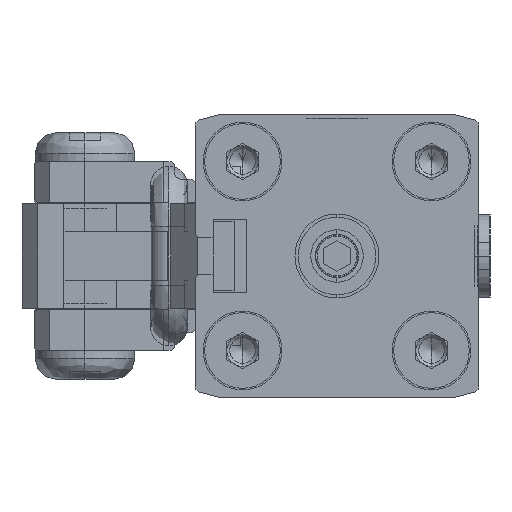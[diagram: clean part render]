
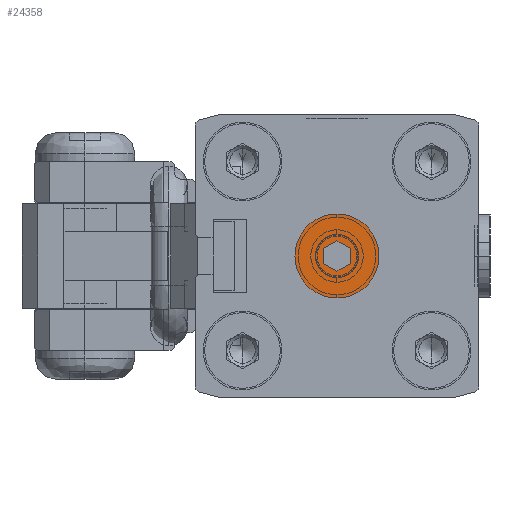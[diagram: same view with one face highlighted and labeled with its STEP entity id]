
A CAD part, left-side view. The second image highlights one B-rep face of the part: STEP entity #24358.
In plain terms, the highlighted planar face has unit normal (-1, 0, 0).
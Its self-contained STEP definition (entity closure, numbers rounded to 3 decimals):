
#338 = DIRECTION ( 'NONE',  ( 1., 0., 0. ) ) ;
#476 = CARTESIAN_POINT ( 'NONE',  ( -866.073, -1.2, -1.443 ) ) ;
#643 = CARTESIAN_POINT ( 'NONE',  ( -866.073, -2.45, 0.722 ) ) ;
#1006 = VERTEX_POINT ( 'NONE', #7072 ) ;
#1404 = VERTEX_POINT ( 'NONE', #10787 ) ;
#2388 = VERTEX_POINT ( 'NONE', #11167 ) ;
#2469 = ORIENTED_EDGE ( 'NONE', *, *, #10537, .T. ) ;
#3221 = CIRCLE ( 'NONE', #8151, 4. ) ;
#3548 = VECTOR ( 'NONE', #5128, 1000. ) ;
#4311 = EDGE_LOOP ( 'NONE', ( #15109, #2469, #22032, #15015, #8609, #21399 ) ) ;
#5025 = EDGE_CURVE ( 'NONE', #15953, #10708, #7322, .T. ) ;
#5128 = DIRECTION ( 'NONE',  ( 0., 0., -1. ) ) ;
#5178 = EDGE_CURVE ( 'NONE', #1006, #1404, #8080, .T. ) ;
#5231 = CARTESIAN_POINT ( 'NONE',  ( -866.073, -1.2, 0. ) ) ;
#5657 = EDGE_CURVE ( 'NONE', #10708, #2388, #20118, .T. ) ;
#5896 = DIRECTION ( 'NONE',  ( 0., -0.866, -0.5 ) ) ;
#6319 = VECTOR ( 'NONE', #8298, 1000. ) ;
#6581 = CARTESIAN_POINT ( 'NONE',  ( -866.073, 0.05, -0.722 ) ) ;
#6718 = FACE_BOUND ( 'NONE', #4311, .T. ) ;
#7072 = CARTESIAN_POINT ( 'NONE',  ( -866.073, 0.05, 0.722 ) ) ;
#7322 = LINE ( 'NONE', #17334, #10069 ) ;
#7721 = EDGE_LOOP ( 'NONE', ( #19181, #23408 ) ) ;
#7884 = VERTEX_POINT ( 'NONE', #14910 ) ;
#8080 = LINE ( 'NONE', #21709, #13351 ) ;
#8151 = AXIS2_PLACEMENT_3D ( 'NONE', #5231, #24752, #13448 ) ;
#8298 = DIRECTION ( 'NONE',  ( 0., 0.866, 0.5 ) ) ;
#8534 = VECTOR ( 'NONE', #8892, 1000. ) ;
#8609 = ORIENTED_EDGE ( 'NONE', *, *, #5657, .T. ) ;
#8892 = DIRECTION ( 'NONE',  ( 0., 0., 1. ) ) ;
#9644 = DIRECTION ( 'NONE',  ( 0., 0.866, -0.5 ) ) ;
#9906 = DIRECTION ( 'NONE',  ( 0., -0.866, 0.5 ) ) ;
#10069 = VECTOR ( 'NONE', #9644, 1000. ) ;
#10151 = AXIS2_PLACEMENT_3D ( 'NONE', #12775, #16363, #16872 ) ;
#10156 = CIRCLE ( 'NONE', #21241, 4. ) ;
#10457 = PLANE ( 'NONE',  #10151 ) ;
#10537 = EDGE_CURVE ( 'NONE', #1404, #15725, #17584, .T. ) ;
#10708 = VERTEX_POINT ( 'NONE', #10786 ) ;
#10786 = CARTESIAN_POINT ( 'NONE',  ( -866.073, -1.2, -1.443 ) ) ;
#10787 = CARTESIAN_POINT ( 'NONE',  ( -866.073, -1.2, 1.443 ) ) ;
#11167 = CARTESIAN_POINT ( 'NONE',  ( -866.073, 0.05, -0.722 ) ) ;
#12775 = CARTESIAN_POINT ( 'NONE',  ( -866.073, 2.8, -13.5 ) ) ;
#13351 = VECTOR ( 'NONE', #9906, 1000. ) ;
#13448 = DIRECTION ( 'NONE',  ( 0., 0., 1. ) ) ;
#13540 = CARTESIAN_POINT ( 'NONE',  ( -866.073, -1.2, 4. ) ) ;
#14640 = LINE ( 'NONE', #18734, #3548 ) ;
#14910 = CARTESIAN_POINT ( 'NONE',  ( -866.073, -1.2, -4. ) ) ;
#15015 = ORIENTED_EDGE ( 'NONE', *, *, #5025, .T. ) ;
#15109 = ORIENTED_EDGE ( 'NONE', *, *, #5178, .T. ) ;
#15488 = CARTESIAN_POINT ( 'NONE',  ( -866.073, -1.2, 0. ) ) ;
#15725 = VERTEX_POINT ( 'NONE', #643 ) ;
#15749 = DIRECTION ( 'NONE',  ( 0., 0., 1. ) ) ;
#15953 = VERTEX_POINT ( 'NONE', #24892 ) ;
#16363 = DIRECTION ( 'NONE',  ( 1., 0., 0. ) ) ;
#16447 = VERTEX_POINT ( 'NONE', #13540 ) ;
#16605 = FACE_OUTER_BOUND ( 'NONE', #7721, .T. ) ;
#16872 = DIRECTION ( 'NONE',  ( 0., 0., 1. ) ) ;
#17334 = CARTESIAN_POINT ( 'NONE',  ( -866.073, -2.45, -0.722 ) ) ;
#17584 = LINE ( 'NONE', #23618, #23782 ) ;
#18620 = EDGE_CURVE ( 'NONE', #15725, #15953, #14640, .T. ) ;
#18734 = CARTESIAN_POINT ( 'NONE',  ( -866.073, -2.45, 0.722 ) ) ;
#19181 = ORIENTED_EDGE ( 'NONE', *, *, #19332, .F. ) ;
#19332 = EDGE_CURVE ( 'NONE', #7884, #16447, #10156, .T. ) ;
#19847 = EDGE_CURVE ( 'NONE', #2388, #1006, #24175, .T. ) ;
#20118 = LINE ( 'NONE', #476, #6319 ) ;
#20311 = EDGE_CURVE ( 'NONE', #16447, #7884, #3221, .T. ) ;
#21241 = AXIS2_PLACEMENT_3D ( 'NONE', #15488, #338, #15749 ) ;
#21399 = ORIENTED_EDGE ( 'NONE', *, *, #19847, .T. ) ;
#21709 = CARTESIAN_POINT ( 'NONE',  ( -866.073, 0.05, 0.722 ) ) ;
#22032 = ORIENTED_EDGE ( 'NONE', *, *, #18620, .T. ) ;
#23408 = ORIENTED_EDGE ( 'NONE', *, *, #20311, .F. ) ;
#23618 = CARTESIAN_POINT ( 'NONE',  ( -866.073, -1.2, 1.443 ) ) ;
#23782 = VECTOR ( 'NONE', #5896, 1000. ) ;
#24175 = LINE ( 'NONE', #6581, #8534 ) ;
#24358 = ADVANCED_FACE ( 'NONE', ( #16605, #6718 ), #10457, .F. ) ;
#24752 = DIRECTION ( 'NONE',  ( 1., 0., 0. ) ) ;
#24892 = CARTESIAN_POINT ( 'NONE',  ( -866.073, -2.45, -0.722 ) ) ;
